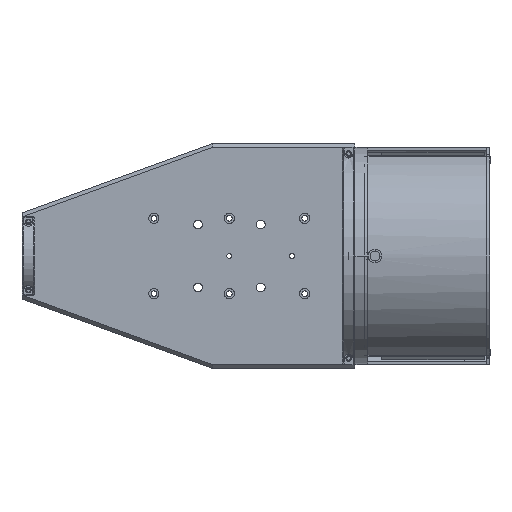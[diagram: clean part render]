
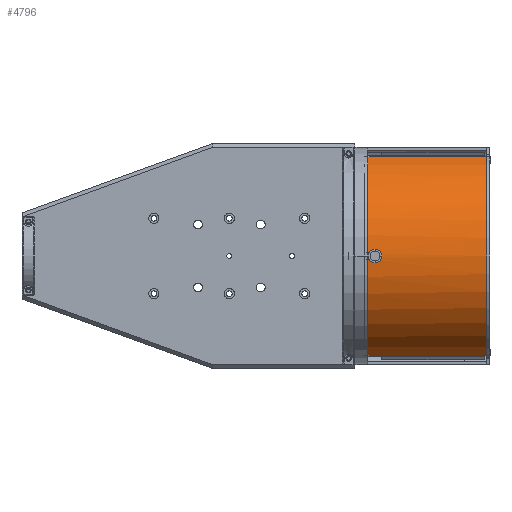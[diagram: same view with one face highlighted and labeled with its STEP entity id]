
A CAD part, left-side view. The second image highlights one B-rep face of the part: STEP entity #4796.
In plain terms, the highlighted cylindrical face has radius 85 mm (diameter 170 mm), a partial arc.
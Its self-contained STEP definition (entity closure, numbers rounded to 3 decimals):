
#58 = CARTESIAN_POINT ( 'NONE',  ( -311.018, -85.519, 5.774 ) ) ;
#150 = EDGE_CURVE ( 'NONE', #9967, #27757, #30351, .T. ) ;
#498 = VERTEX_POINT ( 'NONE', #1532 ) ;
#504 = B_SPLINE_CURVE_WITH_KNOTS ( 'NONE', 3,
 ( #25258, #13417, #3615, #3766, #11094, #10931, #20596, #13113, #27745, #23073, #6407, #15919, #25408, #4072, #1759, #6558, #16079, #25569, #13722, #23215, #20889, #12131, #11967, #19008, #21479, #4984, #26155, #28335, #23814, #16835, #2058, #26008, #4680, #26313 ),
 .UNSPECIFIED., .F., .F.,
 ( 4, 2, 2, 2, 2, 2, 2, 2, 2, 2, 2, 2, 2, 2, 2, 2, 4 ),
 ( 0., 0.001, 0.001, 0.002, 0.002, 0.003, 0.003, 0.004, 0.004, 0.005, 0.005, 0.006, 0.006, 0.007, 0.008, 0.008, 0.009 ),
 .UNSPECIFIED. ) ;
#642 = DIRECTION ( 'NONE',  ( 1., 0., 0. ) ) ;
#970 = LINE ( 'NONE', #24135, #20221 ) ;
#1058 = EDGE_CURVE ( 'NONE', #12426, #16001, #5150, .T. ) ;
#1532 = CARTESIAN_POINT ( 'NONE',  ( -257.904, -85.519, -75.787 ) ) ;
#1759 = CARTESIAN_POINT ( 'NONE',  ( -311.06, -95.18, 2.309 ) ) ;
#2058 = CARTESIAN_POINT ( 'NONE',  ( -311.021, -93.234, 5.685 ) ) ;
#2711 = ORIENTED_EDGE ( 'NONE', *, *, #17333, .F. ) ;
#2822 = DIRECTION ( 'NONE',  ( 0., 1., 0. ) ) ;
#3178 = DIRECTION ( 'NONE',  ( 0., -1., 0. ) ) ;
#3615 = CARTESIAN_POINT ( 'NONE',  ( -311.018, -92.879, 0.291 ) ) ;
#3766 = CARTESIAN_POINT ( 'NONE',  ( -311.021, -93.23, 0.361 ) ) ;
#4072 = CARTESIAN_POINT ( 'NONE',  ( -311.058, -95.127, 2.136 ) ) ;
#4615 = VECTOR ( 'NONE', #6974, 1000. ) ;
#4680 = CARTESIAN_POINT ( 'NONE',  ( -311.018, -92.7, 5.774 ) ) ;
#4796 = ADVANCED_FACE ( 'NONE', ( #26616 ), #26148, .T. ) ;
#4822 = CARTESIAN_POINT ( 'NONE',  ( -226.062, -184.519, 3.024 ) ) ;
#4837 = ORIENTED_EDGE ( 'NONE', *, *, #150, .T. ) ;
#4984 = CARTESIAN_POINT ( 'NONE',  ( -311.037, -94.336, 5.095 ) ) ;
#5150 = LINE ( 'NONE', #26631, #12522 ) ;
#5242 = ORIENTED_EDGE ( 'NONE', *, *, #17395, .T. ) ;
#5254 = EDGE_CURVE ( 'NONE', #27757, #27374, #23369, .T. ) ;
#5891 = CARTESIAN_POINT ( 'NONE',  ( -311.018, -92.519, 5.774 ) ) ;
#6151 = ORIENTED_EDGE ( 'NONE', *, *, #5254, .T. ) ;
#6407 = CARTESIAN_POINT ( 'NONE',  ( -311.046, -94.704, 1.344 ) ) ;
#6558 = CARTESIAN_POINT ( 'NONE',  ( -311.062, -95.251, 2.664 ) ) ;
#6974 = DIRECTION ( 'NONE',  ( 0., 1., 0. ) ) ;
#7706 = DIRECTION ( 'NONE',  ( -1., 0., 0. ) ) ;
#7968 = EDGE_CURVE ( 'NONE', #16001, #22835, #504, .T. ) ;
#8271 = VECTOR ( 'NONE', #18629, 1000. ) ;
#8757 = EDGE_CURVE ( 'NONE', #9967, #29685, #23197, .T. ) ;
#8799 = CIRCLE ( 'NONE', #23193, 85. ) ;
#9135 = LINE ( 'NONE', #27953, #8271 ) ;
#9430 = CARTESIAN_POINT ( 'NONE',  ( -226.062, -85.519, 3.024 ) ) ;
#9886 = DIRECTION ( 'NONE',  ( 0., -1., 0. ) ) ;
#9967 = VERTEX_POINT ( 'NONE', #19692 ) ;
#10931 = CARTESIAN_POINT ( 'NONE',  ( -311.026, -93.738, 0.552 ) ) ;
#11094 = CARTESIAN_POINT ( 'NONE',  ( -311.022, -93.405, 0.414 ) ) ;
#11962 = DIRECTION ( 'NONE',  ( 0., 1., 0. ) ) ;
#11967 = CARTESIAN_POINT ( 'NONE',  ( -311.051, -94.905, 4.401 ) ) ;
#12131 = CARTESIAN_POINT ( 'NONE',  ( -311.054, -94.991, 4.24 ) ) ;
#12193 = EDGE_LOOP ( 'NONE', ( #12252, #20332, #5242, #29373, #26272, #4837, #6151, #2711 ) ) ;
#12252 = ORIENTED_EDGE ( 'NONE', *, *, #7968, .F. ) ;
#12353 = CARTESIAN_POINT ( 'NONE',  ( -226.062, -184.519, 3.024 ) ) ;
#12426 = VERTEX_POINT ( 'NONE', #21165 ) ;
#12522 = VECTOR ( 'NONE', #24124, 1000. ) ;
#13113 = CARTESIAN_POINT ( 'NONE',  ( -311.034, -94.195, 0.836 ) ) ;
#13417 = CARTESIAN_POINT ( 'NONE',  ( -311.018, -92.7, 0.274 ) ) ;
#13722 = CARTESIAN_POINT ( 'NONE',  ( -311.062, -95.251, 3.383 ) ) ;
#15919 = CARTESIAN_POINT ( 'NONE',  ( -311.051, -94.905, 1.645 ) ) ;
#16001 = VERTEX_POINT ( 'NONE', #29813 ) ;
#16079 = CARTESIAN_POINT ( 'NONE',  ( -311.062, -95.268, 2.842 ) ) ;
#16835 = CARTESIAN_POINT ( 'NONE',  ( -311.022, -93.406, 5.633 ) ) ;
#17333 = EDGE_CURVE ( 'NONE', #22835, #27374, #9135, .T. ) ;
#17395 = EDGE_CURVE ( 'NONE', #12426, #498, #8799, .T. ) ;
#18167 = CARTESIAN_POINT ( 'NONE',  ( -226.062, -85.519, 3.024 ) ) ;
#18239 = AXIS2_PLACEMENT_3D ( 'NONE', #12353, #3178, #7706 ) ;
#18629 = DIRECTION ( 'NONE',  ( 0., 1., 0. ) ) ;
#19008 = CARTESIAN_POINT ( 'NONE',  ( -311.046, -94.706, 4.699 ) ) ;
#19692 = CARTESIAN_POINT ( 'NONE',  ( -257.904, -184.519, 81.834 ) ) ;
#20221 = VECTOR ( 'NONE', #2822, 1000. ) ;
#20332 = ORIENTED_EDGE ( 'NONE', *, *, #1058, .F. ) ;
#20596 = CARTESIAN_POINT ( 'NONE',  ( -311.029, -93.896, 0.637 ) ) ;
#20878 = CARTESIAN_POINT ( 'NONE',  ( -257.904, -85.519, 81.834 ) ) ;
#20889 = CARTESIAN_POINT ( 'NONE',  ( -311.058, -95.129, 3.907 ) ) ;
#21165 = CARTESIAN_POINT ( 'NONE',  ( -311.018, -85.519, 0.274 ) ) ;
#21479 = CARTESIAN_POINT ( 'NONE',  ( -311.043, -94.593, 4.838 ) ) ;
#22835 = VERTEX_POINT ( 'NONE', #5891 ) ;
#23073 = CARTESIAN_POINT ( 'NONE',  ( -311.043, -94.59, 1.206 ) ) ;
#23193 = AXIS2_PLACEMENT_3D ( 'NONE', #9430, #9886, #28401 ) ;
#23197 = CIRCLE ( 'NONE', #18239, 85. ) ;
#23215 = CARTESIAN_POINT ( 'NONE',  ( -311.06, -95.181, 3.736 ) ) ;
#23369 = CIRCLE ( 'NONE', #24358, 85. ) ;
#23493 = EDGE_CURVE ( 'NONE', #29685, #498, #970, .T. ) ;
#23814 = CARTESIAN_POINT ( 'NONE',  ( -311.026, -93.739, 5.495 ) ) ;
#24124 = DIRECTION ( 'NONE',  ( 0., -1., 0. ) ) ;
#24135 = CARTESIAN_POINT ( 'NONE',  ( -257.904, -184.519, -75.787 ) ) ;
#24358 = AXIS2_PLACEMENT_3D ( 'NONE', #18167, #27649, #27955 ) ;
#24757 = CARTESIAN_POINT ( 'NONE',  ( -257.904, -184.519, -75.787 ) ) ;
#25258 = CARTESIAN_POINT ( 'NONE',  ( -311.018, -92.519, 0.274 ) ) ;
#25408 = CARTESIAN_POINT ( 'NONE',  ( -311.054, -94.99, 1.805 ) ) ;
#25569 = CARTESIAN_POINT ( 'NONE',  ( -311.062, -95.269, 3.201 ) ) ;
#25823 = CARTESIAN_POINT ( 'NONE',  ( -257.904, -184.519, 81.834 ) ) ;
#26008 = CARTESIAN_POINT ( 'NONE',  ( -311.018, -92.882, 5.755 ) ) ;
#26148 = CYLINDRICAL_SURFACE ( 'NONE', #27320, 85. ) ;
#26155 = CARTESIAN_POINT ( 'NONE',  ( -311.034, -94.197, 5.209 ) ) ;
#26272 = ORIENTED_EDGE ( 'NONE', *, *, #8757, .F. ) ;
#26313 = CARTESIAN_POINT ( 'NONE',  ( -311.018, -92.519, 5.774 ) ) ;
#26616 = FACE_OUTER_BOUND ( 'NONE', #12193, .T. ) ;
#26631 = CARTESIAN_POINT ( 'NONE',  ( -311.018, -184.519, 0.274 ) ) ;
#27320 = AXIS2_PLACEMENT_3D ( 'NONE', #4822, #11962, #642 ) ;
#27374 = VERTEX_POINT ( 'NONE', #58 ) ;
#27649 = DIRECTION ( 'NONE',  ( 0., -1., 0. ) ) ;
#27745 = CARTESIAN_POINT ( 'NONE',  ( -311.037, -94.336, 0.952 ) ) ;
#27757 = VERTEX_POINT ( 'NONE', #20878 ) ;
#27953 = CARTESIAN_POINT ( 'NONE',  ( -311.018, -184.519, 5.774 ) ) ;
#27955 = DIRECTION ( 'NONE',  ( -1., 0., 0. ) ) ;
#28335 = CARTESIAN_POINT ( 'NONE',  ( -311.029, -93.9, 5.408 ) ) ;
#28401 = DIRECTION ( 'NONE',  ( -1., 0., 0. ) ) ;
#29373 = ORIENTED_EDGE ( 'NONE', *, *, #23493, .F. ) ;
#29685 = VERTEX_POINT ( 'NONE', #24757 ) ;
#29813 = CARTESIAN_POINT ( 'NONE',  ( -311.018, -92.519, 0.274 ) ) ;
#30351 = LINE ( 'NONE', #25823, #4615 ) ;
